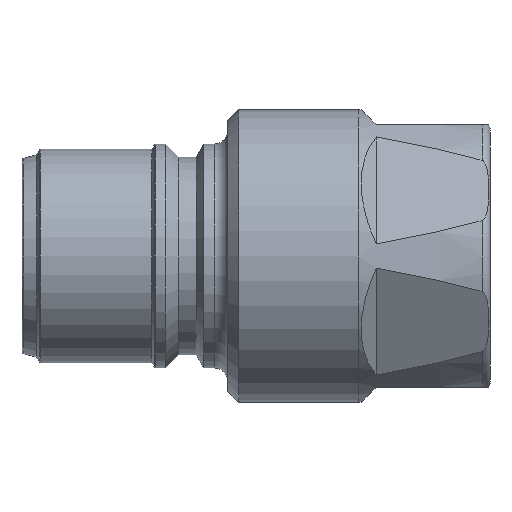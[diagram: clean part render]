
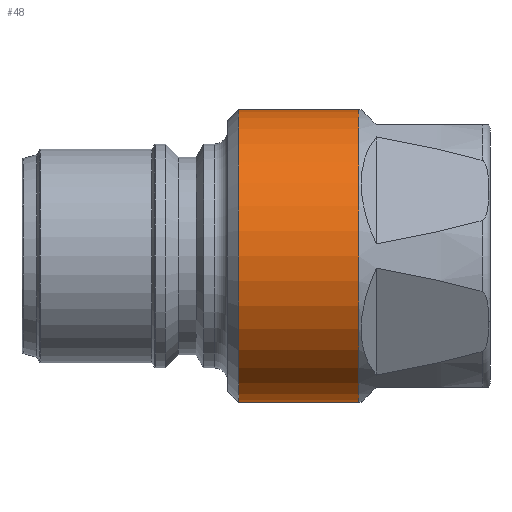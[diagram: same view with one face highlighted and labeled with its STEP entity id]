
A CAD part, front view. The second image highlights one B-rep face of the part: STEP entity #48.
In plain terms, the highlighted cylindrical face has radius 33.5 mm (diameter 67 mm), a partial arc.
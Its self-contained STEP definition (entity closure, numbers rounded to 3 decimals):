
#48 = ADVANCED_FACE ( 'NONE', ( #1764 ), #1765, .T. ) ;
#74 = CARTESIAN_POINT ( 'NONE',  ( 171.876, 0., 0. ) ) ;
#75 = DIRECTION ( 'NONE',  ( 1., 0., 0. ) ) ;
#76 = DIRECTION ( 'NONE',  ( 0., 0., -1. ) ) ;
#148 = CARTESIAN_POINT ( 'NONE',  ( -30., 0., 33.5 ) ) ;
#149 = CARTESIAN_POINT ( 'NONE',  ( -30., 0., -33.5 ) ) ;
#325 = CARTESIAN_POINT ( 'NONE',  ( -30., 0., 0. ) ) ;
#326 = DIRECTION ( 'NONE',  ( 1., 0., 0. ) ) ;
#327 = DIRECTION ( 'NONE',  ( 0., 0., -1. ) ) ;
#422 = VERTEX_POINT ( 'NONE', #148 ) ;
#423 = VERTEX_POINT ( 'NONE', #149 ) ;
#443 = VERTEX_POINT ( 'NONE', #1937 ) ;
#444 = VERTEX_POINT ( 'NONE', #1938 ) ;
#743 = CARTESIAN_POINT ( 'NONE',  ( 171.876, 0., -33.5 ) ) ;
#744 = DIRECTION ( 'NONE',  ( 1., 0., 0. ) ) ;
#798 = CARTESIAN_POINT ( 'NONE',  ( 171.876, 0., 33.5 ) ) ;
#799 = DIRECTION ( 'NONE',  ( 1., 0., 0. ) ) ;
#1006 = AXIS2_PLACEMENT_3D ( 'NONE', #74, #75, #76 ) ;
#1067 = LINE ( 'NONE', #798, #1070 ) ;
#1070 = VECTOR ( 'NONE', #799, 1000. ) ;
#1107 = VECTOR ( 'NONE', #744, 1000. ) ;
#1110 = LINE ( 'NONE', #743, #1107 ) ;
#1277 = AXIS2_PLACEMENT_3D ( 'NONE', #325, #326, #327 ) ;
#1323 = ORIENTED_EDGE ( 'NONE', *, *, #2237, .F. ) ;
#1326 = ORIENTED_EDGE ( 'NONE', *, *, #1543, .T. ) ;
#1329 = ORIENTED_EDGE ( 'NONE', *, *, #2200, .T. ) ;
#1330 = ORIENTED_EDGE ( 'NONE', *, *, #1577, .F. ) ;
#1385 = EDGE_LOOP ( 'NONE', ( #1323, #1326, #1329, #1330 ) ) ;
#1522 = AXIS2_PLACEMENT_3D ( 'NONE', #1868, #1869, #1870 ) ;
#1543 = EDGE_CURVE ( 'NONE', #443, #444, #1802, .T. ) ;
#1577 = EDGE_CURVE ( 'NONE', #422, #423, #1776, .T. ) ;
#1764 = FACE_OUTER_BOUND ( 'NONE', #1385, .T. ) ;
#1765 = CYLINDRICAL_SURFACE ( 'NONE', #1006, 33.5 ) ;
#1776 = CIRCLE ( 'NONE', #1277, 33.5 ) ;
#1802 = CIRCLE ( 'NONE', #1522, 33.5 ) ;
#1868 = CARTESIAN_POINT ( 'NONE',  ( -57.5, 0., 0. ) ) ;
#1869 = DIRECTION ( 'NONE',  ( 1., 0., 0. ) ) ;
#1870 = DIRECTION ( 'NONE',  ( 0., 0., -1. ) ) ;
#1937 = CARTESIAN_POINT ( 'NONE',  ( -57.5, 0., 33.5 ) ) ;
#1938 = CARTESIAN_POINT ( 'NONE',  ( -57.5, 0., -33.5 ) ) ;
#2200 = EDGE_CURVE ( 'NONE', #444, #423, #1110, .T. ) ;
#2237 = EDGE_CURVE ( 'NONE', #443, #422, #1067, .T. ) ;
